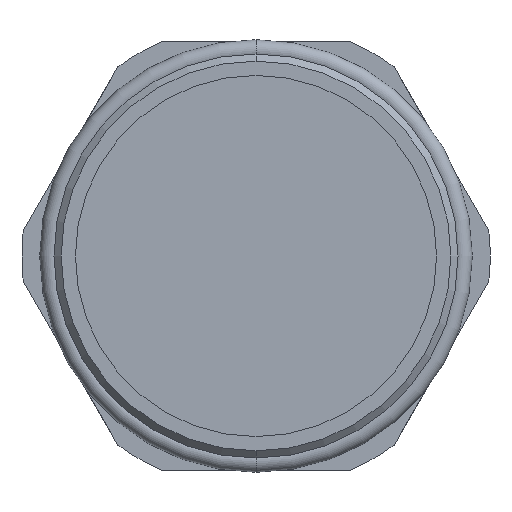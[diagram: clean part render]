
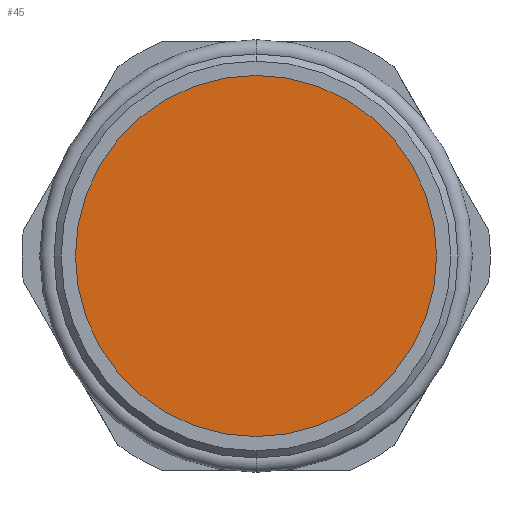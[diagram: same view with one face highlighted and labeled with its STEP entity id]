
A CAD part, front view. The second image highlights one B-rep face of the part: STEP entity #45.
In plain terms, the highlighted planar face has unit normal (0, -1, 0).
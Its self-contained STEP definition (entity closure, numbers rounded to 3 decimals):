
#45 = ADVANCED_FACE ( 'NONE', ( #570 ), #525, .F. ) ;
#74 = EDGE_CURVE ( 'NONE', #150, #147, #594, .T. ) ;
#86 = ORIENTED_EDGE ( 'NONE', *, *, #133, .T. ) ;
#90 = EDGE_LOOP ( 'NONE', ( #97, #86 ) ) ;
#97 = ORIENTED_EDGE ( 'NONE', *, *, #74, .T. ) ;
#133 = EDGE_CURVE ( 'NONE', #147, #150, #476, .T. ) ;
#147 = VERTEX_POINT ( 'NONE', #598 ) ;
#150 = VERTEX_POINT ( 'NONE', #640 ) ;
#398 = AXIS2_PLACEMENT_3D ( 'NONE', #593, #592, #591 ) ;
#456 = AXIS2_PLACEMENT_3D ( 'NONE', #571, #543, #565 ) ;
#465 = DIRECTION ( 'NONE',  ( 0., 0., -1. ) ) ;
#466 = DIRECTION ( 'NONE',  ( 0., -1., 0. ) ) ;
#467 = CARTESIAN_POINT ( 'NONE',  ( 0., -1.5, 0. ) ) ;
#468 = AXIS2_PLACEMENT_3D ( 'NONE', #467, #466, #465 ) ;
#476 = CIRCLE ( 'NONE', #468, 12.65 ) ;
#525 = PLANE ( 'NONE',  #456 ) ;
#543 = DIRECTION ( 'NONE',  ( 0., 1., 0. ) ) ;
#565 = DIRECTION ( 'NONE',  ( 0., 0., 1. ) ) ;
#570 = FACE_OUTER_BOUND ( 'NONE', #90, .T. ) ;
#571 = CARTESIAN_POINT ( 'NONE',  ( -12.65, -1.5, 0. ) ) ;
#591 = DIRECTION ( 'NONE',  ( 0., 0., -1. ) ) ;
#592 = DIRECTION ( 'NONE',  ( 0., -1., 0. ) ) ;
#593 = CARTESIAN_POINT ( 'NONE',  ( 0., -1.5, 0. ) ) ;
#594 = CIRCLE ( 'NONE', #398, 12.65 ) ;
#598 = CARTESIAN_POINT ( 'NONE',  ( 0., -1.5, 12.65 ) ) ;
#640 = CARTESIAN_POINT ( 'NONE',  ( 0., -1.5, -12.65 ) ) ;
